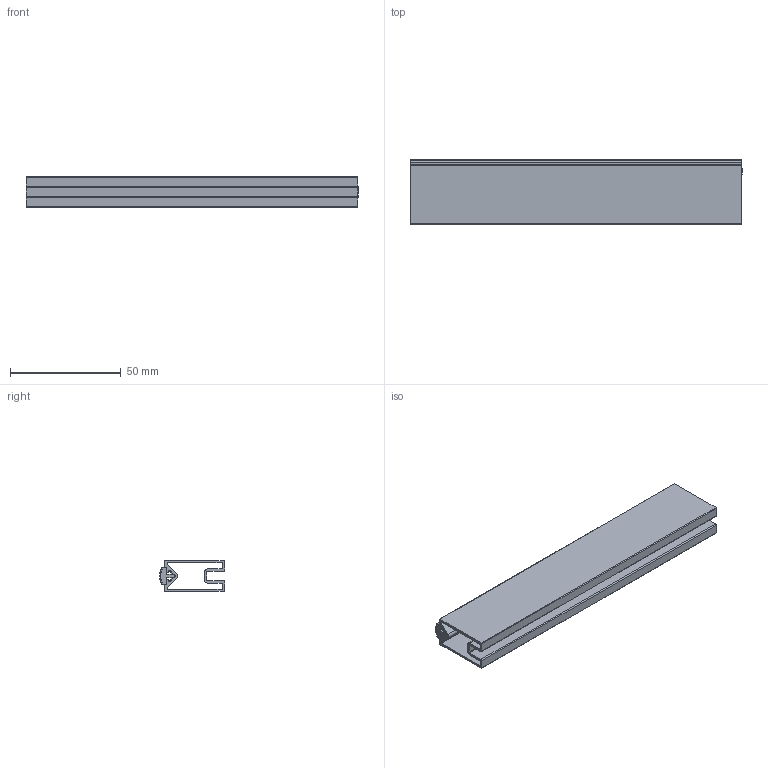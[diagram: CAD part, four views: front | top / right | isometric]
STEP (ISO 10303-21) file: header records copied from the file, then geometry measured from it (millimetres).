
FILE_DESCRIPTION (( 'STEP AP214' ), '1' );
FILE_NAME ('71022.STEP', '2021-03-03T10:20:16', ( '' ), ( '' ), 'SwSTEP 2.0', 'SolidWorks 2020', '' );
FILE_SCHEMA (( 'AUTOMOTIVE_DESIGN' ));
Length unit declared in the file: millimetre
Products named in the file (3): 71022; PE17020023_REV_A_150; Perfil_Silk_150
Assembly tree (2 placements, depth 2):
  71022
    PE17020023_REV_A_150
    Perfil_Silk_150
Bounding box: 150 x 29.55 x 14 mm (x, y, z)
Volume: 20801.2 mm3; surface area: 35715.3 mm2
Topology: 2 solids, 2 shells, 137 faces, 399 edges, 266 vertices
Faces by surface type: cylinder 77, plane 60
Entity records: 4701 total; most frequent: DIRECTION 837, CARTESIAN_POINT 807, ORIENTED_EDGE 798, EDGE_CURVE 399, AXIS2_PLACEMENT_3D 296, VERTEX_POINT 266, LINE 245, VECTOR 245
